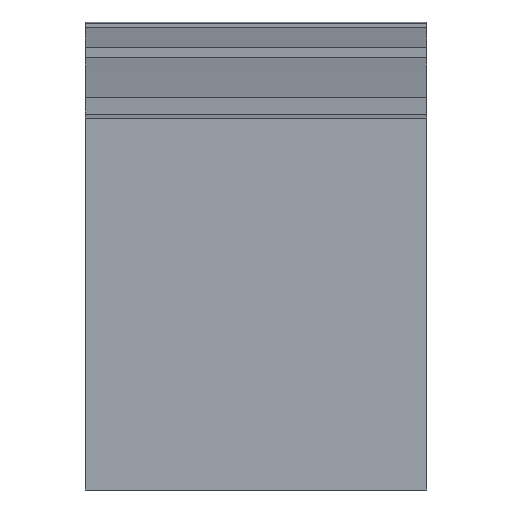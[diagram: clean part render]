
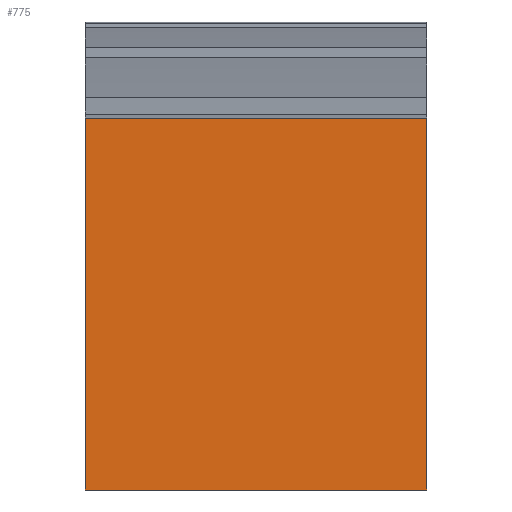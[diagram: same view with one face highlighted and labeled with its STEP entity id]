
A CAD part, left-side view. The second image highlights one B-rep face of the part: STEP entity #775.
In plain terms, the highlighted planar face has unit normal (-1, 0, 0).
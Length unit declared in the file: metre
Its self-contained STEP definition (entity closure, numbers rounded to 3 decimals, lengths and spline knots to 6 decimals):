
#19=PLANE('',#875);
#203=ORIENTED_EDGE('',*,*,#390,.F.);
#204=ORIENTED_EDGE('',*,*,#430,.F.);
#205=ORIENTED_EDGE('',*,*,#360,.T.);
#206=ORIENTED_EDGE('',*,*,#425,.T.);
#360=EDGE_CURVE('',#479,#478,#556,.T.);
#390=EDGE_CURVE('',#508,#509,#569,.T.);
#425=EDGE_CURVE('',#478,#509,#584,.T.);
#430=EDGE_CURVE('',#479,#508,#587,.T.);
#478=VERTEX_POINT('',#1203);
#479=VERTEX_POINT('',#1205);
#508=VERTEX_POINT('',#1265);
#509=VERTEX_POINT('',#1266);
#556=LINE('',#1204,#622);
#569=LINE('',#1264,#635);
#584=LINE('',#1335,#650);
#587=LINE('',#1341,#653);
#622=VECTOR('',#949,1.);
#635=VECTOR('',#998,1.);
#650=VECTOR('',#1055,1.);
#653=VECTOR('',#1064,1.);
#689=EDGE_LOOP('',(#203,#204,#205,#206));
#731=FACE_BOUND('',#689,.T.);
#775=ADVANCED_FACE('',(#731),#19,.T.);
#875=AXIS2_PLACEMENT_3D('',#1344,#1068,#1069);
#949=DIRECTION('',(0.,0.,1.));
#998=DIRECTION('',(0.,0.,1.));
#1055=DIRECTION('',(0.,1.,0.));
#1064=DIRECTION('',(0.,1.,0.));
#1068=DIRECTION('',(-1.,0.,0.));
#1069=DIRECTION('',(0.,0.,1.));
#1203=CARTESIAN_POINT('',(0.,-0.0046,0.005007));
#1204=CARTESIAN_POINT('',(0.,-0.0046,0.002));
#1205=CARTESIAN_POINT('',(0.,-0.0046,0.));
#1264=CARTESIAN_POINT('',(0.,0.,0.002));
#1265=CARTESIAN_POINT('',(0.,0.,0.));
#1266=CARTESIAN_POINT('',(0.,0.,0.005007));
#1335=CARTESIAN_POINT('',(0.,-0.0046,0.005007));
#1341=CARTESIAN_POINT('',(0.,-0.0046,0.));
#1344=CARTESIAN_POINT('',(0.,-0.0046,0.002));
